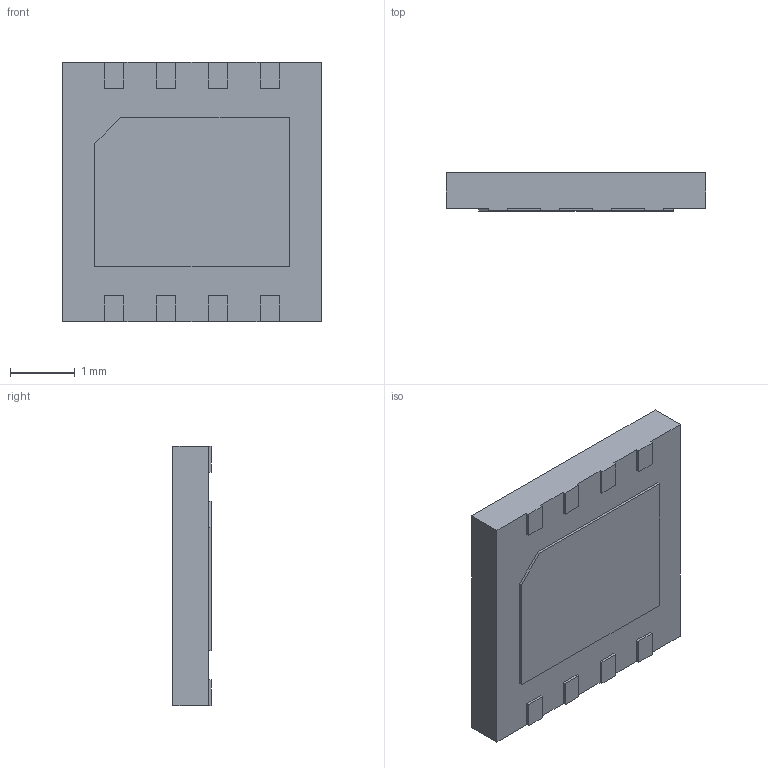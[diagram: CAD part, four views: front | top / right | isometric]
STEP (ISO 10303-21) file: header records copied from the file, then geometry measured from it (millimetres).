
FILE_DESCRIPTION (( 'STEP AP214' ), '1' );
FILE_NAME ('User Library-USON_8.STEP', '2016-10-09T10:02:33', ( 'Windows User' ), ( '' ), 'SwSTEP 2.0', 'SolidWorks 2016', '' );
FILE_SCHEMA (( 'AUTOMOTIVE_DESIGN' ));
Length unit declared in the file: millimetre
Products named in the file (1): User Library-USON_8
Bounding box: 4 x 0.59 x 4 mm (x, y, z)
Volume: 9.1 mm3; surface area: 41.8 mm2
Topology: 1 solids, 1 shells, 47 faces, 129 edges, 86 vertices
Faces by surface type: plane 45, cylinder 2
Entity records: 1688 total; most frequent: CARTESIAN_POINT 263, ORIENTED_EDGE 258, DIRECTION 229, EDGE_CURVE 129, LINE 125, VECTOR 125, VERTEX_POINT 86, AXIS2_PLACEMENT_3D 52
